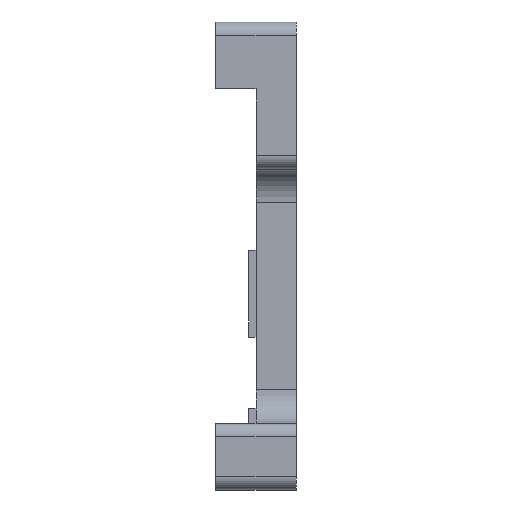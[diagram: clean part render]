
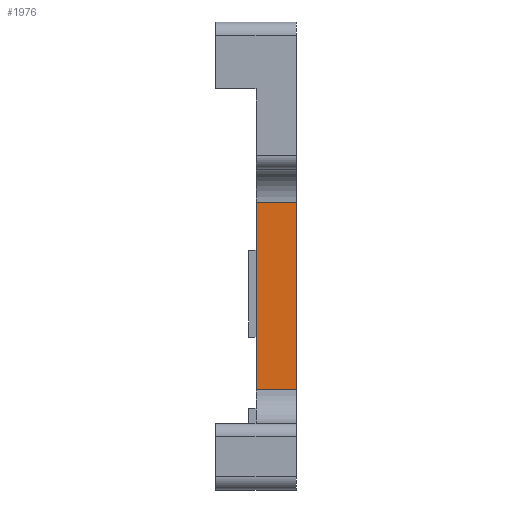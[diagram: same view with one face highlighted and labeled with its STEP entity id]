
A CAD part, front view. The second image highlights one B-rep face of the part: STEP entity #1976.
In plain terms, the highlighted planar face has unit normal (0, -1, 0).
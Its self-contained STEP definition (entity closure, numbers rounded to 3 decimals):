
#123 = FACE_OUTER_BOUND ( 'NONE', #1333, .T. ) ;
#153 = DIRECTION ( 'NONE',  ( 0., 0., -1. ) ) ;
#244 = LINE ( 'NONE', #2262, #523 ) ;
#291 = VECTOR ( 'NONE', #987, 1000. ) ;
#294 = LINE ( 'NONE', #1179, #815 ) ;
#417 = AXIS2_PLACEMENT_3D ( 'NONE', #475, #1882, #666 ) ;
#467 = ORIENTED_EDGE ( 'NONE', *, *, #2279, .T. ) ;
#475 = CARTESIAN_POINT ( 'NONE',  ( 3., -21., 4. ) ) ;
#523 = VECTOR ( 'NONE', #848, 1000. ) ;
#629 = DIRECTION ( 'NONE',  ( 1., 0., 0. ) ) ;
#666 = DIRECTION ( 'NONE',  ( 0., 0., -1. ) ) ;
#776 = EDGE_CURVE ( 'NONE', #1158, #943, #244, .T. ) ;
#802 = CARTESIAN_POINT ( 'NONE',  ( 3., -21., 4. ) ) ;
#815 = VECTOR ( 'NONE', #629, 1000. ) ;
#848 = DIRECTION ( 'NONE',  ( 0., 0., -1. ) ) ;
#874 = VECTOR ( 'NONE', #153, 1000. ) ;
#943 = VERTEX_POINT ( 'NONE', #1783 ) ;
#968 = CARTESIAN_POINT ( 'NONE',  ( 6., -21., 4. ) ) ;
#987 = DIRECTION ( 'NONE',  ( 1., 0., 0. ) ) ;
#1158 = VERTEX_POINT ( 'NONE', #968 ) ;
#1179 = CARTESIAN_POINT ( 'NONE',  ( 3., -21., -10. ) ) ;
#1199 = CARTESIAN_POINT ( 'NONE',  ( 3., -21., 4. ) ) ;
#1263 = CARTESIAN_POINT ( 'NONE',  ( 3., -21., -10. ) ) ;
#1333 = EDGE_LOOP ( 'NONE', ( #1756, #1946, #467, #1496 ) ) ;
#1496 = ORIENTED_EDGE ( 'NONE', *, *, #1750, .T. ) ;
#1499 = VERTEX_POINT ( 'NONE', #1263 ) ;
#1617 = LINE ( 'NONE', #802, #291 ) ;
#1736 = PLANE ( 'NONE',  #417 ) ;
#1750 = EDGE_CURVE ( 'NONE', #1499, #943, #294, .T. ) ;
#1756 = ORIENTED_EDGE ( 'NONE', *, *, #776, .F. ) ;
#1783 = CARTESIAN_POINT ( 'NONE',  ( 6., -21., -10. ) ) ;
#1818 = EDGE_CURVE ( 'NONE', #2215, #1158, #1617, .T. ) ;
#1882 = DIRECTION ( 'NONE',  ( 0., -1., 0. ) ) ;
#1946 = ORIENTED_EDGE ( 'NONE', *, *, #1818, .F. ) ;
#1976 = ADVANCED_FACE ( 'NONE', ( #123 ), #1736, .T. ) ;
#2115 = CARTESIAN_POINT ( 'NONE',  ( 3., -21., 4. ) ) ;
#2141 = LINE ( 'NONE', #2115, #874 ) ;
#2215 = VERTEX_POINT ( 'NONE', #1199 ) ;
#2262 = CARTESIAN_POINT ( 'NONE',  ( 6., -21., 4. ) ) ;
#2279 = EDGE_CURVE ( 'NONE', #2215, #1499, #2141, .T. ) ;
